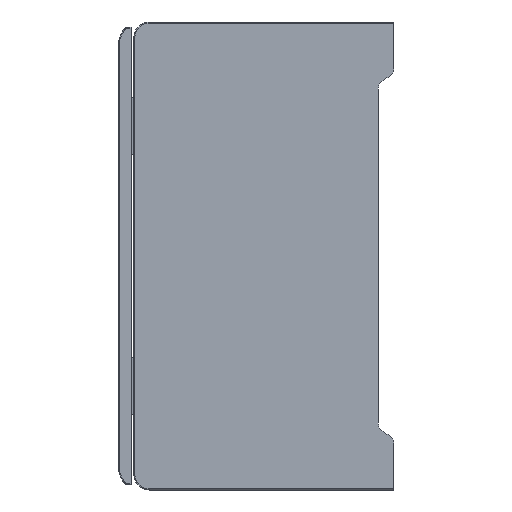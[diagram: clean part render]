
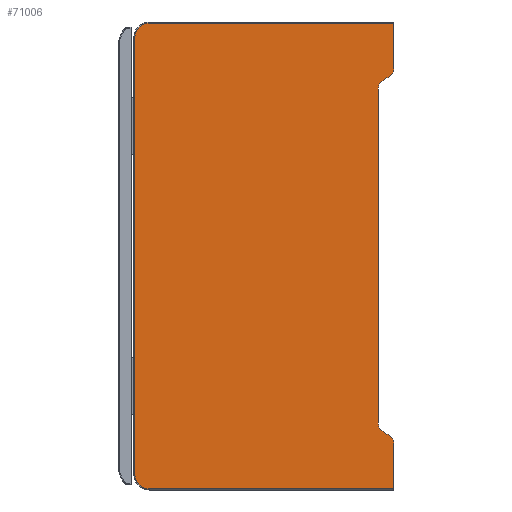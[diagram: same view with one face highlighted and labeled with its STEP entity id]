
A CAD part, left-side view. The second image highlights one B-rep face of the part: STEP entity #71006.
In plain terms, the highlighted planar face has unit normal (-1, 0, 0).
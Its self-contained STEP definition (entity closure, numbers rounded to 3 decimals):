
#19952=DIRECTION('',(0.,0.866,0.5));
#19953=VECTOR('',#19952,1.309);
#19954=CARTESIAN_POINT('',(-137.5,0.866,-34.5));
#19955=LINE('',#19954,#19953);
#19956=CARTESIAN_POINT('',(-137.5,1.732,-36.));
#19957=DIRECTION('',(1.,0.,0.));
#19958=DIRECTION('',(0.,-0.5,0.866));
#19959=AXIS2_PLACEMENT_3D('',#19956,#19957,#19958);
#19961=DIRECTION('',(0.,0.,-1.));
#19962=VECTOR('',#19961,8.8);
#19963=CARTESIAN_POINT('',(-137.5,0.,-36.));
#19964=LINE('',#19963,#19962);
#19965=DIRECTION('',(0.,1.,0.));
#19966=VECTOR('',#19965,47.);
#19967=CARTESIAN_POINT('',(-137.5,0.,-44.8));
#19968=LINE('',#19967,#19966);
#19969=CARTESIAN_POINT('',(-137.5,47.,-42.));
#19970=DIRECTION('',(1.,0.,0.));
#19971=DIRECTION('',(0.,0.,-1.));
#19972=AXIS2_PLACEMENT_3D('',#19969,#19970,#19971);
#19974=DIRECTION('',(0.,0.,1.));
#19975=VECTOR('',#19974,84.);
#19976=CARTESIAN_POINT('',(-137.5,49.8,-42.));
#19977=LINE('',#19976,#19975);
#19978=CARTESIAN_POINT('',(-137.5,47.,42.));
#19979=DIRECTION('',(1.,0.,0.));
#19980=DIRECTION('',(0.,1.,0.));
#19981=AXIS2_PLACEMENT_3D('',#19978,#19979,#19980);
#19983=DIRECTION('',(0.,-1.,0.));
#19984=VECTOR('',#19983,47.);
#19985=CARTESIAN_POINT('',(-137.5,47.,44.8));
#19986=LINE('',#19985,#19984);
#19987=DIRECTION('',(0.,0.,-1.));
#19988=VECTOR('',#19987,8.8);
#19989=CARTESIAN_POINT('',(-137.5,0.,44.8));
#19990=LINE('',#19989,#19988);
#19991=CARTESIAN_POINT('',(-137.5,1.732,36.));
#19992=DIRECTION('',(1.,0.,0.));
#19993=DIRECTION('',(0.,-1.,0.));
#19994=AXIS2_PLACEMENT_3D('',#19991,#19992,#19993);
#19996=DIRECTION('',(0.,-0.866,0.5));
#19997=VECTOR('',#19996,1.309);
#19998=CARTESIAN_POINT('',(-137.5,2.,33.845));
#19999=LINE('',#19998,#19997);
#20000=CARTESIAN_POINT('',(-137.5,1.,32.113));
#20001=DIRECTION('',(1.,0.,0.));
#20002=DIRECTION('',(0.,1.,0.));
#20003=AXIS2_PLACEMENT_3D('',#20000,#20001,#20002);
#20005=DIRECTION('',(0.,0.,1.));
#20006=VECTOR('',#20005,64.226);
#20007=CARTESIAN_POINT('',(-137.5,3.,-32.113));
#20008=LINE('',#20007,#20006);
#20009=CARTESIAN_POINT('',(-137.5,1.,-32.113));
#20010=DIRECTION('',(1.,0.,0.));
#20011=DIRECTION('',(0.,0.5,-0.866));
#20012=AXIS2_PLACEMENT_3D('',#20009,#20010,#20011);
#28025=CARTESIAN_POINT('',(-137.5,0.,44.8));
#28027=VERTEX_POINT('',#28025);
#28028=CARTESIAN_POINT('',(-137.5,47.,44.8));
#28029=VERTEX_POINT('',#28028);
#28034=CARTESIAN_POINT('',(-137.5,49.8,42.));
#28035=VERTEX_POINT('',#28034);
#28038=CARTESIAN_POINT('',(-137.5,49.8,-42.));
#28039=VERTEX_POINT('',#28038);
#28040=CARTESIAN_POINT('',(-137.5,0.,-44.8));
#28042=VERTEX_POINT('',#28040);
#28046=CARTESIAN_POINT('',(-137.5,47.,-44.8));
#28047=VERTEX_POINT('',#28046);
#28770=CARTESIAN_POINT('',(-137.5,0.866,-34.5));
#28771=CARTESIAN_POINT('',(-137.5,2.,-33.845));
#28772=VERTEX_POINT('',#28770);
#28773=VERTEX_POINT('',#28771);
#28774=CARTESIAN_POINT('',(-137.5,3.,-32.113));
#28775=VERTEX_POINT('',#28774);
#28776=CARTESIAN_POINT('',(-137.5,3.,32.113));
#28777=VERTEX_POINT('',#28776);
#28778=CARTESIAN_POINT('',(-137.5,2.,33.845));
#28779=VERTEX_POINT('',#28778);
#28780=CARTESIAN_POINT('',(-137.5,0.866,34.5));
#28781=VERTEX_POINT('',#28780);
#28782=CARTESIAN_POINT('',(-137.5,0.,36.));
#28783=VERTEX_POINT('',#28782);
#28784=CARTESIAN_POINT('',(-137.5,0.,-36.));
#28785=VERTEX_POINT('',#28784);
#70977=CARTESIAN_POINT('',(-137.5,0.,-45.));
#70978=DIRECTION('',(-1.,0.,0.));
#70979=DIRECTION('',(0.,0.,1.));
#70980=AXIS2_PLACEMENT_3D('',#70977,#70978,#70979);
#70981=PLANE('',#70980);
#70982=ORIENTED_EDGE('',*,*,#70945,.F.);
#70984=ORIENTED_EDGE('',*,*,#70983,.T.);
#70986=ORIENTED_EDGE('',*,*,#70985,.T.);
#70988=ORIENTED_EDGE('',*,*,#70987,.T.);
#70989=ORIENTED_EDGE('',*,*,#53510,.T.);
#70990=ORIENTED_EDGE('',*,*,#53533,.T.);
#70991=ORIENTED_EDGE('',*,*,#53555,.T.);
#70993=ORIENTED_EDGE('',*,*,#70992,.T.);
#70995=ORIENTED_EDGE('',*,*,#70994,.T.);
#70997=ORIENTED_EDGE('',*,*,#70996,.T.);
#70999=ORIENTED_EDGE('',*,*,#70998,.F.);
#71001=ORIENTED_EDGE('',*,*,#71000,.F.);
#71002=ORIENTED_EDGE('',*,*,#61411,.F.);
#71003=ORIENTED_EDGE('',*,*,#70965,.F.);
#71004=EDGE_LOOP('',(#70982,#70984,#70986,#70988,#70989,#70990,#70991,#70993,
#70995,#70997,#70999,#71001,#71002,#71003));
#71005=FACE_OUTER_BOUND('',#71004,.F.);
#71006=ADVANCED_FACE('',(#71005),#70981,.T.);
#19960=CIRCLE('',#19959,1.732);
#19973=CIRCLE('',#19972,2.8);
#19982=CIRCLE('',#19981,2.8);
#19995=CIRCLE('',#19994,1.732);
#20004=CIRCLE('',#20003,2.);
#20013=CIRCLE('',#20012,2.);
#53510=EDGE_CURVE('',#28047,#28039,#19973,.T.);
#53533=EDGE_CURVE('',#28039,#28035,#19977,.T.);
#53555=EDGE_CURVE('',#28035,#28029,#19982,.T.);
#61411=EDGE_CURVE('',#28775,#28777,#20008,.T.);
#70945=EDGE_CURVE('',#28772,#28773,#19955,.T.);
#70965=EDGE_CURVE('',#28773,#28775,#20013,.T.);
#70983=EDGE_CURVE('',#28772,#28785,#19960,.T.);
#70985=EDGE_CURVE('',#28785,#28042,#19964,.T.);
#70987=EDGE_CURVE('',#28042,#28047,#19968,.T.);
#70992=EDGE_CURVE('',#28029,#28027,#19986,.T.);
#70994=EDGE_CURVE('',#28027,#28783,#19990,.T.);
#70996=EDGE_CURVE('',#28783,#28781,#19995,.T.);
#70998=EDGE_CURVE('',#28779,#28781,#19999,.T.);
#71000=EDGE_CURVE('',#28777,#28779,#20004,.T.);
